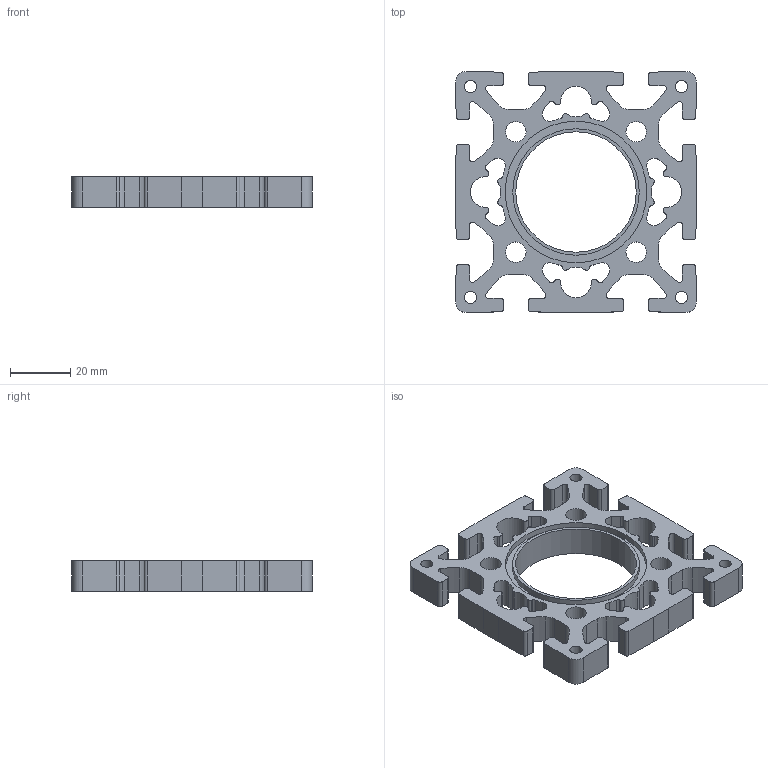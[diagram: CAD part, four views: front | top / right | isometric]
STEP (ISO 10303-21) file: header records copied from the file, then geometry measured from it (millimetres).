
FILE_DESCRIPTION((''),'2;1');
FILE_NAME('SD0112N.stp','2009-08-10T15:13:04',('teddy iii'),(''),'Autodesk Inventor 11','Autodesk Inventor 11','');
FILE_SCHEMA(('AUTOMOTIVE_DESIGN { 1 0 10303 214 1 1 1 1 }'));
Length unit declared in the file: millimetre
Products named in the file (1): SD0112N
Bounding box: 80 x 80 x 10 mm (x, y, z)
Volume: 28844.9 mm3; surface area: 18502.8 mm2
Topology: 1 solids, 1 shells, 243 faces, 711 edges, 474 vertices
Faces by surface type: cylinder 175, plane 65, bspline 3
Full cylindrical faces by diameter (mm): 4 x4, 6.8 x4, 40 x1, 42 x1, 47 x1
Entity records: 8275 total; most frequent: DIRECTION 1534, CARTESIAN_POINT 1453, ORIENTED_EDGE 1396, EDGE_CURVE 698, AXIS2_PLACEMENT_3D 595, VERTEX_POINT 474, CIRCLE 354, VECTOR 344
